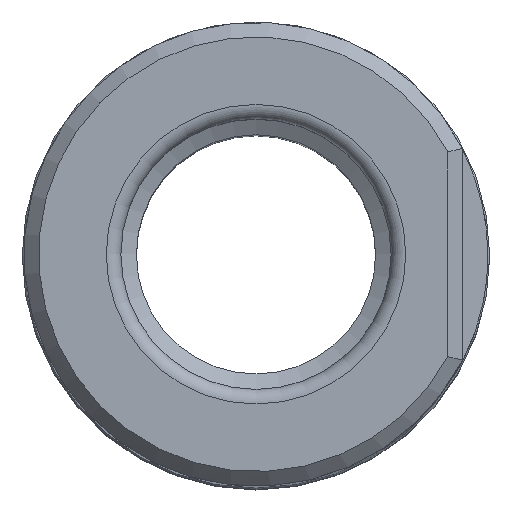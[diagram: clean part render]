
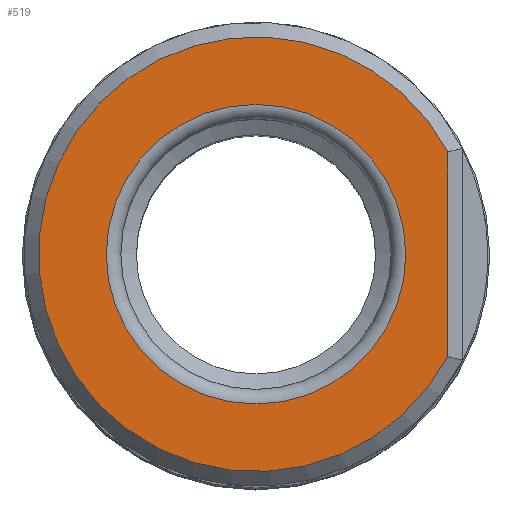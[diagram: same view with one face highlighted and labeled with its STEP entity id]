
A CAD part, top view. The second image highlights one B-rep face of the part: STEP entity #519.
In plain terms, the highlighted planar face has unit normal (0, 0, 1).
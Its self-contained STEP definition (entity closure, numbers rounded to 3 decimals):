
#20=PLANE('',#558);
#51=LINE('',#772,#58);
#58=VECTOR('',#632,1000.);
#86=ORIENTED_EDGE('',*,*,#159,.T.);
#87=ORIENTED_EDGE('',*,*,#157,.T.);
#88=ORIENTED_EDGE('',*,*,#160,.T.);
#157=EDGE_CURVE('',#192,#191,#215,.T.);
#159=EDGE_CURVE('',#193,#193,#216,.F.);
#160=EDGE_CURVE('',#191,#192,#51,.T.);
#191=VERTEX_POINT('',#762);
#192=VERTEX_POINT('',#764);
#193=VERTEX_POINT('',#771);
#215=CIRCLE('',#557,14.875);
#216=CIRCLE('',#559,10.25);
#239=EDGE_LOOP('',(#86));
#240=EDGE_LOOP('',(#87,#88));
#283=FACE_BOUND('',#239,.T.);
#284=FACE_BOUND('',#240,.T.);
#519=ADVANCED_FACE('',(#283,#284),#20,.F.);
#557=AXIS2_PLACEMENT_3D('',#763,#626,#627);
#558=AXIS2_PLACEMENT_3D('',#769,#628,#629);
#559=AXIS2_PLACEMENT_3D('',#770,#630,#631);
#626=DIRECTION('',(0.,0.,1.));
#627=DIRECTION('',(1.,0.,0.));
#628=DIRECTION('',(0.,0.,-1.));
#629=DIRECTION('',(-1.,0.,0.));
#630=DIRECTION('',(0.,0.,1.));
#631=DIRECTION('',(1.,0.,0.));
#632=DIRECTION('',(0.,1.,0.));
#762=CARTESIAN_POINT('',(13.125,-7.,92.));
#763=CARTESIAN_POINT('',(0.,0.,92.));
#764=CARTESIAN_POINT('',(13.125,7.,92.));
#769=CARTESIAN_POINT('',(15.875,0.,92.));
#770=CARTESIAN_POINT('',(0.,0.,92.));
#771=CARTESIAN_POINT('',(10.25,0.,92.));
#772=CARTESIAN_POINT('',(13.125,4.664,92.));
